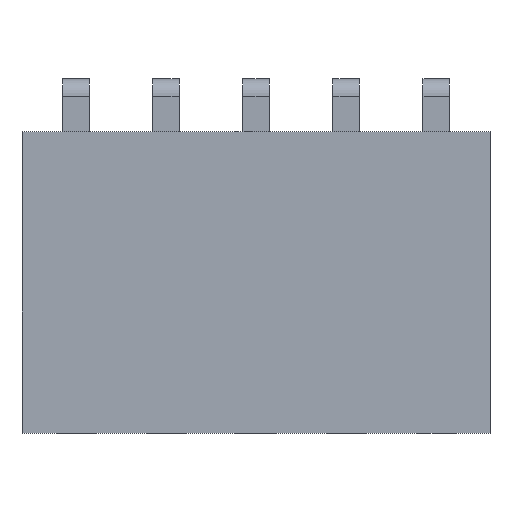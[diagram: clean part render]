
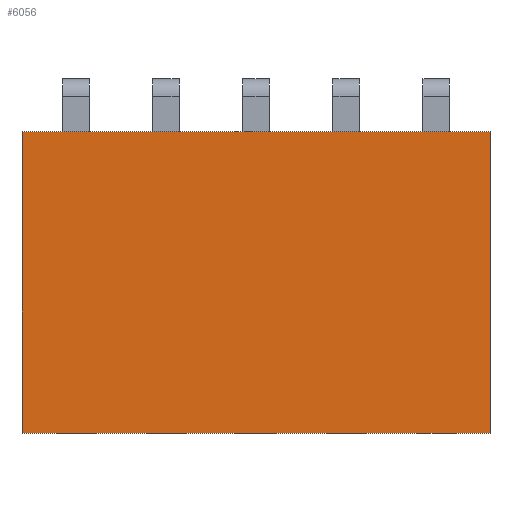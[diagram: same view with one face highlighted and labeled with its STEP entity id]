
A CAD part, top view. The second image highlights one B-rep face of the part: STEP entity #6056.
In plain terms, the highlighted face is planar.
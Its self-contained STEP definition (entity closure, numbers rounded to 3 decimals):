
#800=ORIENTED_EDGE('',*,*,#1723,.F.);
#801=ORIENTED_EDGE('',*,*,#1724,.F.);
#802=ORIENTED_EDGE('',*,*,#1721,.F.);
#803=ORIENTED_EDGE('',*,*,#1725,.F.);
#1721=EDGE_CURVE('',#2211,#2212,#2686,.T.);
#1723=EDGE_CURVE('',#2213,#2214,#2688,.T.);
#1724=EDGE_CURVE('',#2212,#2213,#2689,.T.);
#1725=EDGE_CURVE('',#2214,#2211,#2690,.T.);
#2211=VERTEX_POINT('',#8537);
#2212=VERTEX_POINT('',#8539);
#2213=VERTEX_POINT('',#8543);
#2214=VERTEX_POINT('',#8544);
#2686=LINE('',#8538,#3245);
#2688=LINE('',#8542,#3247);
#2689=LINE('',#8545,#3248);
#2690=LINE('',#8546,#3249);
#3245=VECTOR('',#7074,1000.);
#3247=VECTOR('',#7078,1000.);
#3248=VECTOR('',#7079,1000.);
#3249=VECTOR('',#7080,1000.);
#3614=EDGE_LOOP('',(#800,#801,#802,#803));
#3869=FACE_BOUND('',#3614,.T.);
#4104=PLANE('',#6318);
#6056=ADVANCED_FACE('',(#3869),#4104,.F.);
#6318=AXIS2_PLACEMENT_3D('',#8541,#7076,#7077);
#7074=DIRECTION('',(1.,0.,0.));
#7076=DIRECTION('',(0.,-1.,0.));
#7077=DIRECTION('',(0.,0.,-1.));
#7078=DIRECTION('',(-1.,0.,0.));
#7079=DIRECTION('',(0.,0.,1.));
#7080=DIRECTION('',(0.,0.,-1.));
#8537=CARTESIAN_POINT('',(-6.6,1.25,-4.25));
#8538=CARTESIAN_POINT('',(-6.6,1.25,-4.25));
#8539=CARTESIAN_POINT('',(6.6,1.25,-4.25));
#8541=CARTESIAN_POINT('',(0.,1.25,0.));
#8542=CARTESIAN_POINT('',(6.6,1.25,4.25));
#8543=CARTESIAN_POINT('',(6.6,1.25,4.25));
#8544=CARTESIAN_POINT('',(-6.6,1.25,4.25));
#8545=CARTESIAN_POINT('',(6.6,1.25,-4.25));
#8546=CARTESIAN_POINT('',(-6.6,1.25,4.25));
